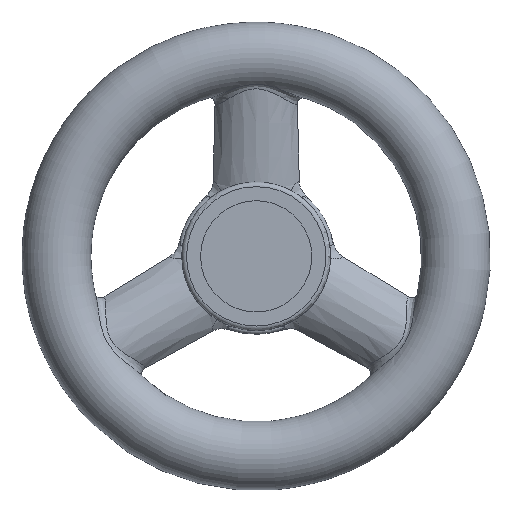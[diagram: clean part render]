
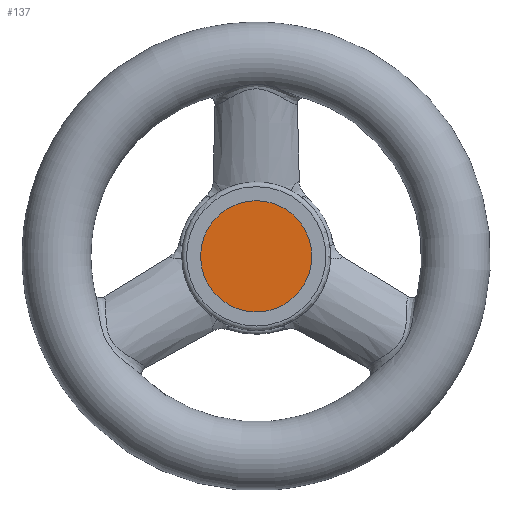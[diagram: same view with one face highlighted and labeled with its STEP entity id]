
A CAD part, top view. The second image highlights one B-rep face of the part: STEP entity #137.
In plain terms, the highlighted planar face has unit normal (0, 0, 1).
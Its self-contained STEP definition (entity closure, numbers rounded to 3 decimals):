
#137 = ADVANCED_FACE( '', ( #275 ), #276, .F. );
#275 = FACE_OUTER_BOUND( '', #7701, .T. );
#276 = PLANE( '', #7702 );
#7701 = EDGE_LOOP( '', ( #8149 ) );
#7702 = AXIS2_PLACEMENT_3D( '', #8150, #8151, #8152 );
#8149 = ORIENTED_EDGE( '', *, *, #8343, .T. );
#8150 = CARTESIAN_POINT( '', ( 11.875, 0., 22. ) );
#8151 = DIRECTION( '', ( 0., 0., -1. ) );
#8152 = DIRECTION( '', ( -1., 0., 0. ) );
#8343 = EDGE_CURVE( '', #8654, #8654, #8655, .T. );
#8654 = VERTEX_POINT( '', #13027 );
#8655 = CIRCLE( '', #13028, 11.875 );
#13027 = CARTESIAN_POINT( '', ( 11.875, 0., 22. ) );
#13028 = AXIS2_PLACEMENT_3D( '', #13149, #13150, #13151 );
#13149 = CARTESIAN_POINT( '', ( 0., 0., 22. ) );
#13150 = DIRECTION( '', ( 0., 0., 1. ) );
#13151 = DIRECTION( '', ( 1., 0., 0. ) );
